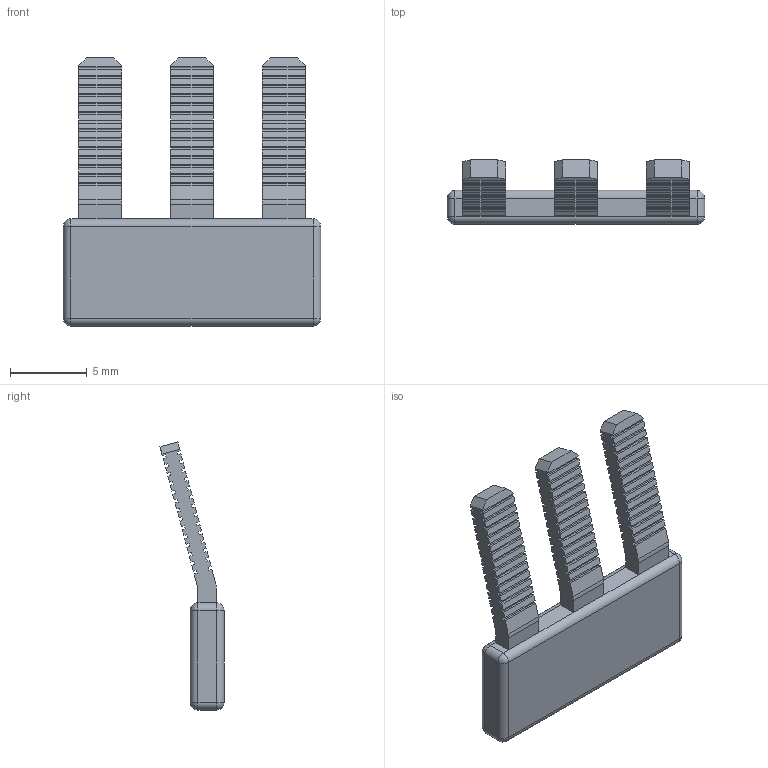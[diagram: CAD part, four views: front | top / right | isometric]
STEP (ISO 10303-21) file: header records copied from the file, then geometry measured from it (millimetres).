
FILE_DESCRIPTION (( 'STEP AP203' ), '1' );
FILE_NAME ('YCT13-00-2-K03-004-EC-3P Ïåðåìû÷êà ãðåáåí÷àòàÿ äëÿ êîëîäêè êëåììíîé CTS-ML_MC-PEN_DT 4ìì2 3PIN IEK.STEP', '2025-03-17T13:05:28', ( '' ), ( '' ), 'SwSTEP 2.0', 'SolidWorks 2022', '' );
FILE_SCHEMA (( 'CONFIG_CONTROL_DESIGN' ));
Length unit declared in the file: millimetre
Products named in the file (1): YCT13-00-2-K03-004-EC-3P Перемычка гребенчатая для колодки клеммной CTS-ML_MC-PEN_DT 4мм2 3PIN IEK
Bounding box: 16.8 x 4.18 x 17.5 mm (x, y, z)
Volume: 350.5 mm3; surface area: 661.7 mm2
Topology: 1 solids, 3 shells, 405 faces, 1169 edges, 762 vertices
Faces by surface type: plane 380, cylinder 17, sphere 8
Entity records: 13014 total; most frequent: CARTESIAN_POINT 2329, ORIENTED_EDGE 2322, DIRECTION 2007, EDGE_CURVE 1161, LINE 1127, VECTOR 1127, VERTEX_POINT 762, AXIS2_PLACEMENT_3D 440
